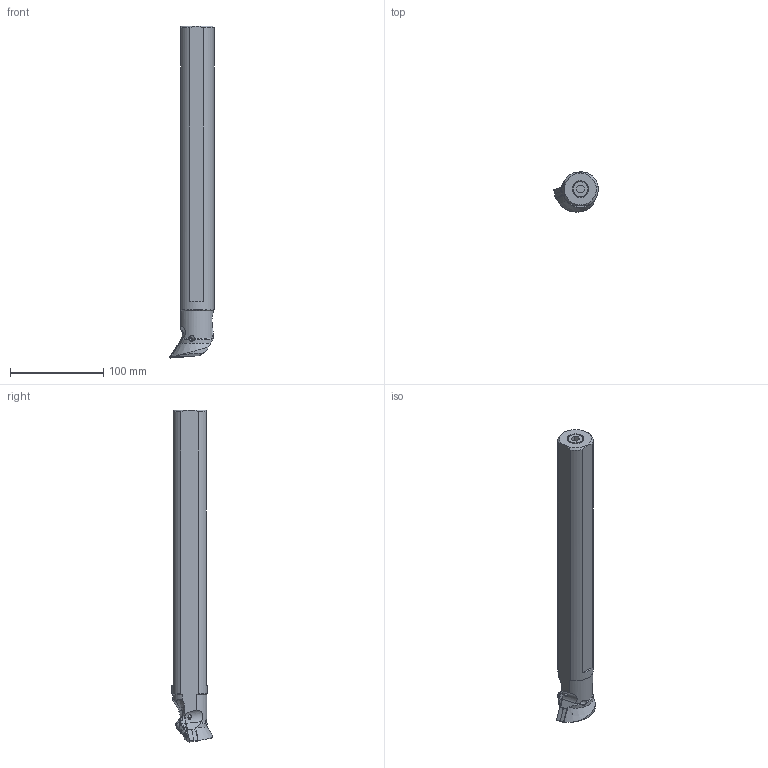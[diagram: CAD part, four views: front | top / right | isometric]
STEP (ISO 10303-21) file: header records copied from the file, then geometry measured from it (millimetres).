
FILE_DESCRIPTION(/* description */ (''),/* implementation_level */ '2;1');
FILE_NAME(/* name */ 'S-DDUNR-244-C_IR0_031.stp',/* time_stamp */ '2023-02-27T19:05:26+09:00',/* author */ (''),/* organization */ (''),/* preprocessor_version */ 'ST-DEVELOPER v16',/* originating_system */ 'SIEMENS PLM Software NX 10.0',/* authorisation */ '');
FILE_SCHEMA (('AUTOMOTIVE_DESIGN { 1 0 10303 214 3 1 1 1 }'));
Length unit declared in the file: millimetre
Products named in the file (1): S-DDUNR-244-C_IR0_031_ASM
Bounding box: 47.62 x 43.07 x 355.6 mm (x, y, z)
Volume: 336432.1 mm3; surface area: 57609.3 mm2
Topology: 2 solids, 2 shells, 308 faces, 917 edges, 614 vertices
Faces by surface type: cylinder 105, plane 93, bspline 56, cone 34, torus 13, sphere 6, extrusion 1
Entity records: 13852 total; most frequent: CARTESIAN_POINT 5908, ORIENTED_EDGE 1790, DIRECTION 1517, EDGE_CURVE 895, AXIS2_PLACEMENT_3D 616, VERTEX_POINT 593, EDGE_LOOP 322, CIRCLE 313
